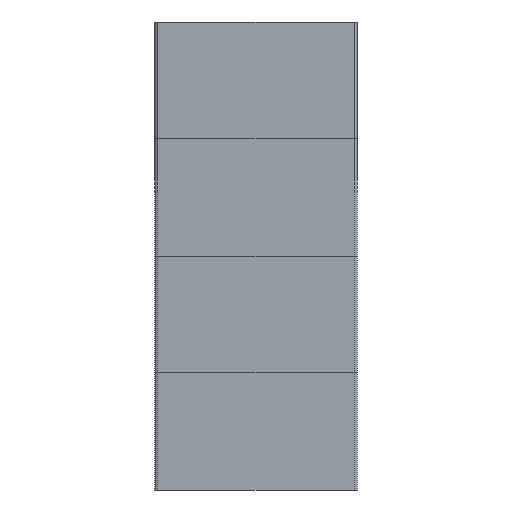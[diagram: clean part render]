
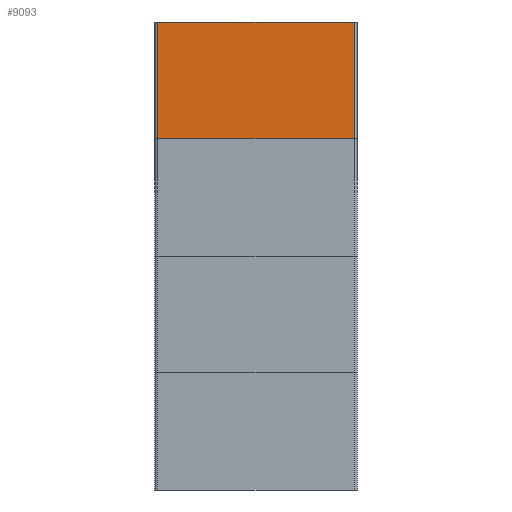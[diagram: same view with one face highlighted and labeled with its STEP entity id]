
A CAD part, left-side view. The second image highlights one B-rep face of the part: STEP entity #9093.
In plain terms, the highlighted planar face has unit normal (-1, 0, 0).
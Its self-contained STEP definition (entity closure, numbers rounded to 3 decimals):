
#4241 = VERTEX_POINT('',#4242);
#4242 = CARTESIAN_POINT('',(-10.25,-6.8,32.4));
#4249 = EDGE_CURVE('',#4241,#4250,#4252,.T.);
#4250 = VERTEX_POINT('',#4251);
#4251 = CARTESIAN_POINT('',(-10.25,6.8,32.4));
#4252 = LINE('',#4253,#4254);
#4253 = CARTESIAN_POINT('',(-10.25,-6.8,32.4));
#4254 = VECTOR('',#4255,1.);
#4255 = DIRECTION('',(0.,1.,0.));
#9073 = VERTEX_POINT('',#9074);
#9074 = CARTESIAN_POINT('',(-10.25,-6.8,24.3));
#9083 = EDGE_CURVE('',#4241,#9073,#9084,.T.);
#9084 = LINE('',#9085,#9086);
#9085 = CARTESIAN_POINT('',(-10.25,-6.8,32.4));
#9086 = VECTOR('',#9087,1.);
#9087 = DIRECTION('',(0.,0.,-1.));
#9093 = ADVANCED_FACE('',(#9094),#9112,.T.);
#9094 = FACE_BOUND('',#9095,.F.);
#9095 = EDGE_LOOP('',(#9096,#9097,#9105,#9111));
#9096 = ORIENTED_EDGE('',*,*,#9083,.T.);
#9097 = ORIENTED_EDGE('',*,*,#9098,.F.);
#9098 = EDGE_CURVE('',#9099,#9073,#9101,.T.);
#9099 = VERTEX_POINT('',#9100);
#9100 = CARTESIAN_POINT('',(-10.25,6.8,24.3));
#9101 = LINE('',#9102,#9103);
#9102 = CARTESIAN_POINT('',(-10.25,6.8,24.3));
#9103 = VECTOR('',#9104,1.);
#9104 = DIRECTION('',(0.,-1.,0.));
#9105 = ORIENTED_EDGE('',*,*,#9106,.T.);
#9106 = EDGE_CURVE('',#9099,#4250,#9107,.T.);
#9107 = LINE('',#9108,#9109);
#9108 = CARTESIAN_POINT('',(-10.25,6.8,24.3));
#9109 = VECTOR('',#9110,1.);
#9110 = DIRECTION('',(0.,0.,1.));
#9111 = ORIENTED_EDGE('',*,*,#4249,.F.);
#9112 = PLANE('',#9113);
#9113 = AXIS2_PLACEMENT_3D('',#9114,#9115,#9116);
#9114 = CARTESIAN_POINT('',(-10.25,-7.,32.4));
#9115 = DIRECTION('',(-1.,0.,0.));
#9116 = DIRECTION('',(0.,1.,0.));
